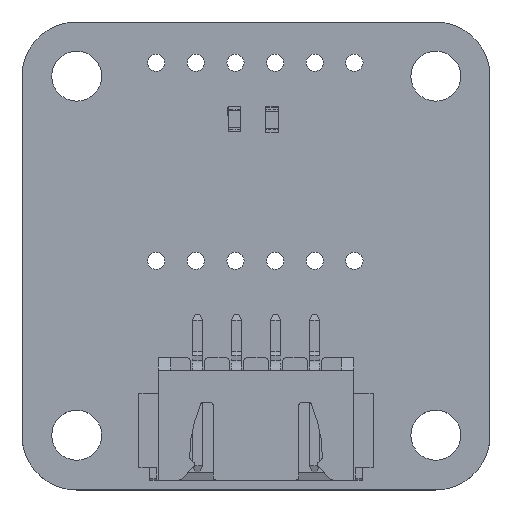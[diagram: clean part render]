
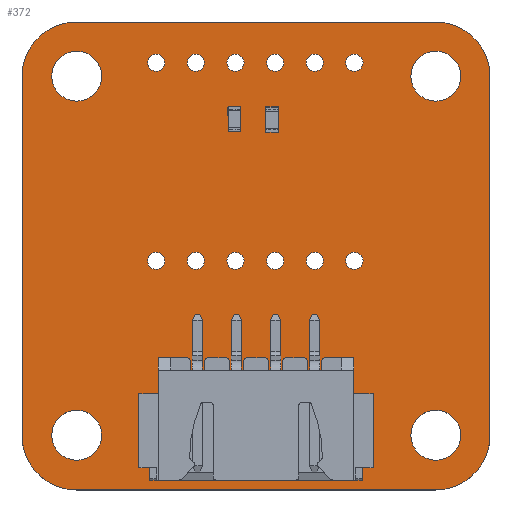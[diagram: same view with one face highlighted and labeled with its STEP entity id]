
A CAD part, top view. The second image highlights one B-rep face of the part: STEP entity #372.
In plain terms, the highlighted planar face has unit normal (0, 0, 1).
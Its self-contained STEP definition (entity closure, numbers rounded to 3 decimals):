
#47 = VERTEX_POINT('',#48);
#48 = CARTESIAN_POINT('',(-11.5,-14.987,1.6
    ));
#54 = EDGE_CURVE('',#47,#55,#57,.T.);
#55 = VERTEX_POINT('',#56);
#56 = CARTESIAN_POINT('',(-14.987,-11.5,1.6
    ));
#57 = CIRCLE('',#58,3.487);
#58 = AXIS2_PLACEMENT_3D('',#59,#60,#61);
#59 = CARTESIAN_POINT('',(-11.5,-11.5,1.6
    ));
#60 = DIRECTION('',(0.,0.,-1.));
#61 = DIRECTION('',(0.,-1.,-0.));
#89 = VERTEX_POINT('',#90);
#90 = CARTESIAN_POINT('',(11.5,-14.987,1.6
    ));
#96 = EDGE_CURVE('',#89,#47,#97,.T.);
#97 = LINE('',#98,#99);
#98 = CARTESIAN_POINT('',(11.5,-14.987,1.6
    ));
#99 = VECTOR('',#100,1.);
#100 = DIRECTION('',(-1.,0.,0.));
#118 = EDGE_CURVE('',#55,#119,#121,.T.);
#119 = VERTEX_POINT('',#120);
#120 = CARTESIAN_POINT('',(-14.987,11.5,
    1.6));
#121 = LINE('',#122,#123);
#122 = CARTESIAN_POINT('',(-14.987,-11.5,
    1.6));
#123 = VECTOR('',#124,1.);
#124 = DIRECTION('',(0.,1.,0.));
#372 = ADVANCED_FACE('',(#373,#419,#430,#441,#452,#463,#474,#485,#496,
    #507,#518,#529,#540,#551,#562,#573,#584),#595,.F.);
#373 = FACE_BOUND('',#374,.F.);
#374 = EDGE_LOOP('',(#375,#376,#377,#386,#394,#403,#411,#418));
#375 = ORIENTED_EDGE('',*,*,#54,.T.);
#376 = ORIENTED_EDGE('',*,*,#118,.T.);
#377 = ORIENTED_EDGE('',*,*,#378,.T.);
#378 = EDGE_CURVE('',#119,#379,#381,.T.);
#379 = VERTEX_POINT('',#380);
#380 = CARTESIAN_POINT('',(-11.5,14.987,
    1.6));
#381 = CIRCLE('',#382,3.487);
#382 = AXIS2_PLACEMENT_3D('',#383,#384,#385);
#383 = CARTESIAN_POINT('',(-11.5,11.5,
    1.6));
#384 = DIRECTION('',(0.,0.,-1.));
#385 = DIRECTION('',(-1.,0.,0.));
#386 = ORIENTED_EDGE('',*,*,#387,.T.);
#387 = EDGE_CURVE('',#379,#388,#390,.T.);
#388 = VERTEX_POINT('',#389);
#389 = CARTESIAN_POINT('',(11.5,14.987,
    1.6));
#390 = LINE('',#391,#392);
#391 = CARTESIAN_POINT('',(-11.5,14.987,
    1.6));
#392 = VECTOR('',#393,1.);
#393 = DIRECTION('',(1.,0.,0.));
#394 = ORIENTED_EDGE('',*,*,#395,.T.);
#395 = EDGE_CURVE('',#388,#396,#398,.T.);
#396 = VERTEX_POINT('',#397);
#397 = CARTESIAN_POINT('',(14.987,11.5,
    1.6));
#398 = CIRCLE('',#399,3.487);
#399 = AXIS2_PLACEMENT_3D('',#400,#401,#402);
#400 = CARTESIAN_POINT('',(11.5,11.5,
    1.6));
#401 = DIRECTION('',(0.,0.,-1.));
#402 = DIRECTION('',(0.,1.,0.));
#403 = ORIENTED_EDGE('',*,*,#404,.T.);
#404 = EDGE_CURVE('',#396,#405,#407,.T.);
#405 = VERTEX_POINT('',#406);
#406 = CARTESIAN_POINT('',(14.987,-11.5,
    1.6));
#407 = LINE('',#408,#409);
#408 = CARTESIAN_POINT('',(14.987,11.5,
    1.6));
#409 = VECTOR('',#410,1.);
#410 = DIRECTION('',(0.,-1.,0.));
#411 = ORIENTED_EDGE('',*,*,#412,.T.);
#412 = EDGE_CURVE('',#405,#89,#413,.T.);
#413 = CIRCLE('',#414,3.487);
#414 = AXIS2_PLACEMENT_3D('',#415,#416,#417);
#415 = CARTESIAN_POINT('',(11.5,-11.5,
    1.6));
#416 = DIRECTION('',(0.,0.,-1.));
#417 = DIRECTION('',(1.,0.,0.));
#418 = ORIENTED_EDGE('',*,*,#96,.T.);
#419 = FACE_BOUND('',#420,.F.);
#420 = EDGE_LOOP('',(#421));
#421 = ORIENTED_EDGE('',*,*,#422,.T.);
#422 = EDGE_CURVE('',#423,#423,#425,.T.);
#423 = VERTEX_POINT('',#424);
#424 = CARTESIAN_POINT('',(13.118,-11.482,
    1.6));
#425 = CIRCLE('',#426,1.6);
#426 = AXIS2_PLACEMENT_3D('',#427,#428,#429);
#427 = CARTESIAN_POINT('',(11.518,-11.482,
    1.6));
#428 = DIRECTION('',(0.,0.,1.));
#429 = DIRECTION('',(1.,0.,-0.));
#430 = FACE_BOUND('',#431,.F.);
#431 = EDGE_LOOP('',(#432));
#432 = ORIENTED_EDGE('',*,*,#433,.T.);
#433 = EDGE_CURVE('',#434,#434,#436,.T.);
#434 = VERTEX_POINT('',#435);
#435 = CARTESIAN_POINT('',(6.855,-0.313,1.6
    ));
#436 = CIRCLE('',#437,0.55);
#437 = AXIS2_PLACEMENT_3D('',#438,#439,#440);
#438 = CARTESIAN_POINT('',(6.305,-0.313,1.6
    ));
#439 = DIRECTION('',(0.,0.,1.));
#440 = DIRECTION('',(1.,0.,-0.));
#441 = FACE_BOUND('',#442,.F.);
#442 = EDGE_LOOP('',(#443));
#443 = ORIENTED_EDGE('',*,*,#444,.T.);
#444 = EDGE_CURVE('',#445,#445,#447,.T.);
#445 = VERTEX_POINT('',#446);
#446 = CARTESIAN_POINT('',(4.315,-0.313,1.6
    ));
#447 = CIRCLE('',#448,0.55);
#448 = AXIS2_PLACEMENT_3D('',#449,#450,#451);
#449 = CARTESIAN_POINT('',(3.765,-0.313,1.6
    ));
#450 = DIRECTION('',(0.,0.,1.));
#451 = DIRECTION('',(1.,0.,-0.));
#452 = FACE_BOUND('',#453,.F.);
#453 = EDGE_LOOP('',(#454));
#454 = ORIENTED_EDGE('',*,*,#455,.T.);
#455 = EDGE_CURVE('',#456,#456,#458,.T.);
#456 = VERTEX_POINT('',#457);
#457 = CARTESIAN_POINT('',(1.775,-0.313,1.6
    ));
#458 = CIRCLE('',#459,0.55);
#459 = AXIS2_PLACEMENT_3D('',#460,#461,#462);
#460 = CARTESIAN_POINT('',(1.225,-0.313,1.6
    ));
#461 = DIRECTION('',(0.,0.,1.));
#462 = DIRECTION('',(1.,0.,-0.));
#463 = FACE_BOUND('',#464,.F.);
#464 = EDGE_LOOP('',(#465));
#465 = ORIENTED_EDGE('',*,*,#466,.T.);
#466 = EDGE_CURVE('',#467,#467,#469,.T.);
#467 = VERTEX_POINT('',#468);
#468 = CARTESIAN_POINT('',(-9.882,-11.482,
    1.6));
#469 = CIRCLE('',#470,1.6);
#470 = AXIS2_PLACEMENT_3D('',#471,#472,#473);
#471 = CARTESIAN_POINT('',(-11.482,-11.482,
    1.6));
#472 = DIRECTION('',(0.,0.,1.));
#473 = DIRECTION('',(1.,0.,-0.));
#474 = FACE_BOUND('',#475,.F.);
#475 = EDGE_LOOP('',(#476));
#476 = ORIENTED_EDGE('',*,*,#477,.T.);
#477 = EDGE_CURVE('',#478,#478,#480,.T.);
#478 = VERTEX_POINT('',#479);
#479 = CARTESIAN_POINT('',(-0.765,-0.313,
    1.6));
#480 = CIRCLE('',#481,0.55);
#481 = AXIS2_PLACEMENT_3D('',#482,#483,#484);
#482 = CARTESIAN_POINT('',(-1.315,-0.313,
    1.6));
#483 = DIRECTION('',(0.,0.,1.));
#484 = DIRECTION('',(1.,0.,-0.));
#485 = FACE_BOUND('',#486,.F.);
#486 = EDGE_LOOP('',(#487));
#487 = ORIENTED_EDGE('',*,*,#488,.T.);
#488 = EDGE_CURVE('',#489,#489,#491,.T.);
#489 = VERTEX_POINT('',#490);
#490 = CARTESIAN_POINT('',(-3.305,-0.313,
    1.6));
#491 = CIRCLE('',#492,0.55);
#492 = AXIS2_PLACEMENT_3D('',#493,#494,#495);
#493 = CARTESIAN_POINT('',(-3.855,-0.313,
    1.6));
#494 = DIRECTION('',(0.,0.,1.));
#495 = DIRECTION('',(1.,0.,-0.));
#496 = FACE_BOUND('',#497,.F.);
#497 = EDGE_LOOP('',(#498));
#498 = ORIENTED_EDGE('',*,*,#499,.T.);
#499 = EDGE_CURVE('',#500,#500,#502,.T.);
#500 = VERTEX_POINT('',#501);
#501 = CARTESIAN_POINT('',(-5.845,-0.313,
    1.6));
#502 = CIRCLE('',#503,0.55);
#503 = AXIS2_PLACEMENT_3D('',#504,#505,#506);
#504 = CARTESIAN_POINT('',(-6.395,-0.313,
    1.6));
#505 = DIRECTION('',(0.,0.,1.));
#506 = DIRECTION('',(1.,0.,-0.));
#507 = FACE_BOUND('',#508,.F.);
#508 = EDGE_LOOP('',(#509));
#509 = ORIENTED_EDGE('',*,*,#510,.T.);
#510 = EDGE_CURVE('',#511,#511,#513,.T.);
#511 = VERTEX_POINT('',#512);
#512 = CARTESIAN_POINT('',(13.118,11.518,
    1.6));
#513 = CIRCLE('',#514,1.6);
#514 = AXIS2_PLACEMENT_3D('',#515,#516,#517);
#515 = CARTESIAN_POINT('',(11.518,11.518,
    1.6));
#516 = DIRECTION('',(0.,0.,1.));
#517 = DIRECTION('',(1.,0.,-0.));
#518 = FACE_BOUND('',#519,.F.);
#519 = EDGE_LOOP('',(#520));
#520 = ORIENTED_EDGE('',*,*,#521,.T.);
#521 = EDGE_CURVE('',#522,#522,#524,.T.);
#522 = VERTEX_POINT('',#523);
#523 = CARTESIAN_POINT('',(6.855,12.387,1.6
    ));
#524 = CIRCLE('',#525,0.55);
#525 = AXIS2_PLACEMENT_3D('',#526,#527,#528);
#526 = CARTESIAN_POINT('',(6.305,12.387,1.6
    ));
#527 = DIRECTION('',(0.,0.,1.));
#528 = DIRECTION('',(1.,0.,-0.));
#529 = FACE_BOUND('',#530,.F.);
#530 = EDGE_LOOP('',(#531));
#531 = ORIENTED_EDGE('',*,*,#532,.T.);
#532 = EDGE_CURVE('',#533,#533,#535,.T.);
#533 = VERTEX_POINT('',#534);
#534 = CARTESIAN_POINT('',(4.315,12.387,1.6
    ));
#535 = CIRCLE('',#536,0.55);
#536 = AXIS2_PLACEMENT_3D('',#537,#538,#539);
#537 = CARTESIAN_POINT('',(3.765,12.387,1.6
    ));
#538 = DIRECTION('',(0.,0.,1.));
#539 = DIRECTION('',(1.,0.,-0.));
#540 = FACE_BOUND('',#541,.F.);
#541 = EDGE_LOOP('',(#542));
#542 = ORIENTED_EDGE('',*,*,#543,.T.);
#543 = EDGE_CURVE('',#544,#544,#546,.T.);
#544 = VERTEX_POINT('',#545);
#545 = CARTESIAN_POINT('',(1.775,12.387,1.6
    ));
#546 = CIRCLE('',#547,0.55);
#547 = AXIS2_PLACEMENT_3D('',#548,#549,#550);
#548 = CARTESIAN_POINT('',(1.225,12.387,1.6
    ));
#549 = DIRECTION('',(0.,0.,1.));
#550 = DIRECTION('',(1.,0.,-0.));
#551 = FACE_BOUND('',#552,.F.);
#552 = EDGE_LOOP('',(#553));
#553 = ORIENTED_EDGE('',*,*,#554,.T.);
#554 = EDGE_CURVE('',#555,#555,#557,.T.);
#555 = VERTEX_POINT('',#556);
#556 = CARTESIAN_POINT('',(-0.765,12.387,
    1.6));
#557 = CIRCLE('',#558,0.55);
#558 = AXIS2_PLACEMENT_3D('',#559,#560,#561);
#559 = CARTESIAN_POINT('',(-1.315,12.387,
    1.6));
#560 = DIRECTION('',(0.,0.,1.));
#561 = DIRECTION('',(1.,0.,-0.));
#562 = FACE_BOUND('',#563,.F.);
#563 = EDGE_LOOP('',(#564));
#564 = ORIENTED_EDGE('',*,*,#565,.T.);
#565 = EDGE_CURVE('',#566,#566,#568,.T.);
#566 = VERTEX_POINT('',#567);
#567 = CARTESIAN_POINT('',(-3.305,12.387,
    1.6));
#568 = CIRCLE('',#569,0.55);
#569 = AXIS2_PLACEMENT_3D('',#570,#571,#572);
#570 = CARTESIAN_POINT('',(-3.855,12.387,
    1.6));
#571 = DIRECTION('',(0.,0.,1.));
#572 = DIRECTION('',(1.,0.,-0.));
#573 = FACE_BOUND('',#574,.F.);
#574 = EDGE_LOOP('',(#575));
#575 = ORIENTED_EDGE('',*,*,#576,.T.);
#576 = EDGE_CURVE('',#577,#577,#579,.T.);
#577 = VERTEX_POINT('',#578);
#578 = CARTESIAN_POINT('',(-5.845,12.387,
    1.6));
#579 = CIRCLE('',#580,0.55);
#580 = AXIS2_PLACEMENT_3D('',#581,#582,#583);
#581 = CARTESIAN_POINT('',(-6.395,12.387,
    1.6));
#582 = DIRECTION('',(0.,0.,1.));
#583 = DIRECTION('',(1.,0.,-0.));
#584 = FACE_BOUND('',#585,.F.);
#585 = EDGE_LOOP('',(#586));
#586 = ORIENTED_EDGE('',*,*,#587,.T.);
#587 = EDGE_CURVE('',#588,#588,#590,.T.);
#588 = VERTEX_POINT('',#589);
#589 = CARTESIAN_POINT('',(-9.882,11.518,
    1.6));
#590 = CIRCLE('',#591,1.6);
#591 = AXIS2_PLACEMENT_3D('',#592,#593,#594);
#592 = CARTESIAN_POINT('',(-11.482,11.518,
    1.6));
#593 = DIRECTION('',(0.,0.,1.));
#594 = DIRECTION('',(1.,0.,-0.));
#595 = PLANE('',#596);
#596 = AXIS2_PLACEMENT_3D('',#597,#598,#599);
#597 = CARTESIAN_POINT('',(0.,0.,
    1.6));
#598 = DIRECTION('',(-0.,-0.,-1.));
#599 = DIRECTION('',(-1.,0.,0.));
